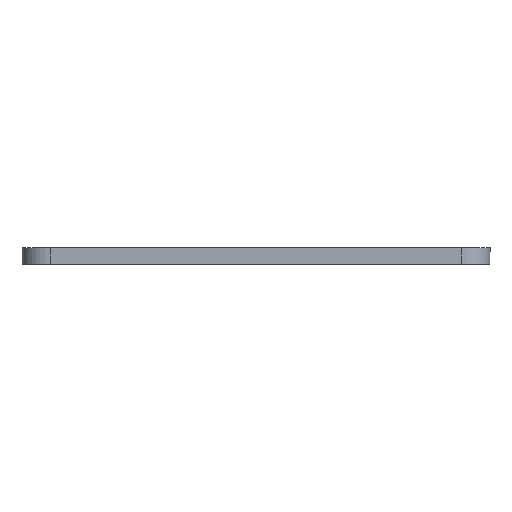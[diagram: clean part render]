
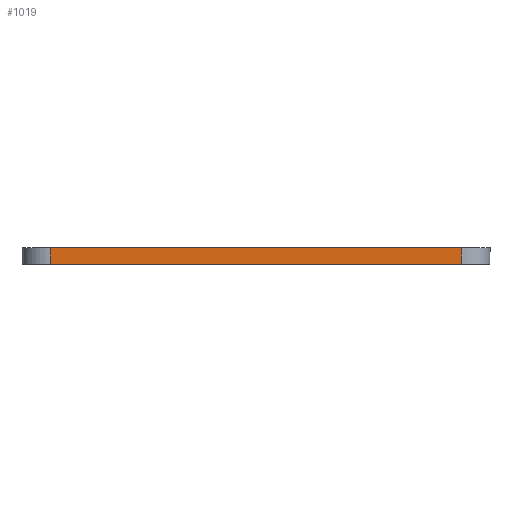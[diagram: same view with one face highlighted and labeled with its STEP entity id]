
A CAD part, left-side view. The second image highlights one B-rep face of the part: STEP entity #1019.
In plain terms, the highlighted planar face has unit normal (-1, 0, 0).
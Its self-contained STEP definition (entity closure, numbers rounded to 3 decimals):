
#1006=AXIS2_PLACEMENT_3D('Plane Axis2P3D',#1003,#1004,#1005) ;
#109=CARTESIAN_POINT('Vertex',(0.,157.,6.)) ;
#112=CARTESIAN_POINT('Line Origine',(0.,83.5,6.)) ;
#116=CARTESIAN_POINT('Vertex',(0.,10.,6.)) ;
#462=CARTESIAN_POINT('Vertex',(0.,10.,0.)) ;
#465=CARTESIAN_POINT('Line Origine',(0.,83.5,0.)) ;
#469=CARTESIAN_POINT('Vertex',(0.,157.,0.)) ;
#972=CARTESIAN_POINT('Line Origine',(0.,157.,3.)) ;
#1003=CARTESIAN_POINT('Axis2P3D Location',(0.,157.,6.)) ;
#1008=CARTESIAN_POINT('Line Origine',(0.,10.,3.)) ;
#113=DIRECTION('Vector Direction',(0.,1.,0.)) ;
#466=DIRECTION('Vector Direction',(0.,1.,0.)) ;
#973=DIRECTION('Vector Direction',(0.,0.,1.)) ;
#1004=DIRECTION('Axis2P3D Direction',(1.,0.,0.)) ;
#1005=DIRECTION('Axis2P3D XDirection',(0.,-1.,0.)) ;
#1009=DIRECTION('Vector Direction',(0.,0.,-1.)) ;
#114=VECTOR('Line Direction',#113,1.) ;
#467=VECTOR('Line Direction',#466,1.) ;
#974=VECTOR('Line Direction',#973,1.) ;
#1010=VECTOR('Line Direction',#1009,1.) ;
#1014=ORIENTED_EDGE('',*,*,#976,.T.) ;
#1015=ORIENTED_EDGE('',*,*,#471,.F.) ;
#1016=ORIENTED_EDGE('',*,*,#1012,.F.) ;
#1017=ORIENTED_EDGE('',*,*,#118,.F.) ;
#1019=ADVANCED_FACE('CD',(#1018),#1007,.F.) ;
#118=EDGE_CURVE('',#110,#117,#115,.F.) ;
#471=EDGE_CURVE('',#463,#470,#468,.T.) ;
#976=EDGE_CURVE('',#110,#470,#975,.F.) ;
#1012=EDGE_CURVE('',#117,#463,#1011,.T.) ;
#1013=EDGE_LOOP('',(#1014,#1015,#1016,#1017)) ;
#1018=FACE_OUTER_BOUND('',#1013,.T.) ;
#115=LINE('Line',#112,#114) ;
#468=LINE('Line',#465,#467) ;
#975=LINE('Line',#972,#974) ;
#1011=LINE('Line',#1008,#1010) ;
#1007=PLANE('',#1006) ;
#110=VERTEX_POINT('',#109) ;
#117=VERTEX_POINT('',#116) ;
#463=VERTEX_POINT('',#462) ;
#470=VERTEX_POINT('',#469) ;
